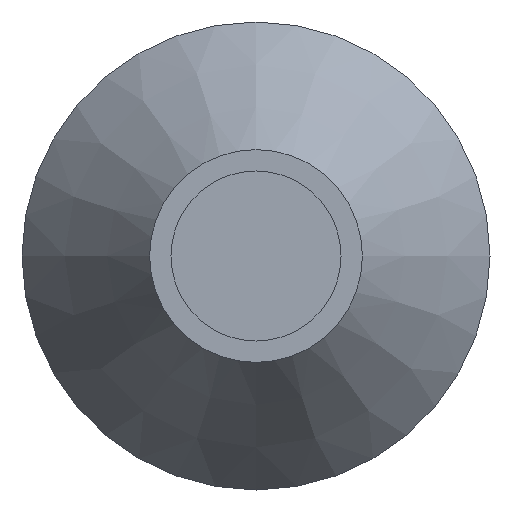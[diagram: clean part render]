
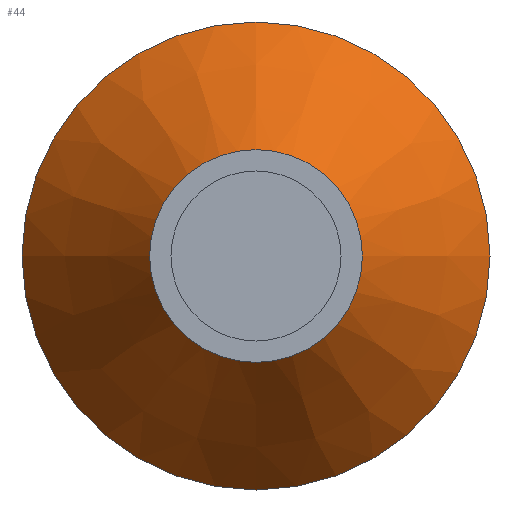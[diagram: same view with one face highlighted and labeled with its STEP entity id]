
A CAD part, front view. The second image highlights one B-rep face of the part: STEP entity #44.
In plain terms, the highlighted conical face has half-angle 35.218 degrees and reference radius 5 mm.
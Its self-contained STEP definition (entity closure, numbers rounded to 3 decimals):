
#44=ADVANCED_FACE('',(#89,#90),#91,.T.);
#89=FACE_OUTER_BOUND('',#127,.T.);
#90=FACE_BOUND('',#128,.T.);
#91=CONICAL_SURFACE('',#129,5.0,0.615);
#127=EDGE_LOOP('',(#171));
#128=EDGE_LOOP('',(#172));
#129=AXIS2_PLACEMENT_3D('',#173,#174,#175);
#171=ORIENTED_EDGE('',*,*,#189,.F.);
#172=ORIENTED_EDGE('',*,*,#194,.T.);
#173=CARTESIAN_POINT('',(301.627,-25.47,-91.424));
#174=DIRECTION('',(-0.0,1.0,-0.0));
#175=DIRECTION('',(0.0,0.0,1.0));
#189=EDGE_CURVE('',#207,#207,#208,.T.);
#194=EDGE_CURVE('',#215,#215,#216,.T.);
#207=VERTEX_POINT('',#229);
#208=CIRCLE('',#230,11.0);
#215=VERTEX_POINT('',#237);
#216=CIRCLE('',#238,5.0);
#229=CARTESIAN_POINT('',(301.627,-16.97,-80.424));
#230=AXIS2_PLACEMENT_3D('',#250,#251,#252);
#237=CARTESIAN_POINT('',(301.627,-25.47,-86.424));
#238=AXIS2_PLACEMENT_3D('',#259,#260,#261);
#250=CARTESIAN_POINT('',(301.627,-16.97,-91.424));
#251=DIRECTION('',(0.0,1.0,0.0));
#252=DIRECTION('',(0.0,0.0,1.0));
#259=CARTESIAN_POINT('',(301.627,-25.47,-91.424));
#260=DIRECTION('',(0.0,1.0,0.0));
#261=DIRECTION('',(0.0,0.0,1.0));
